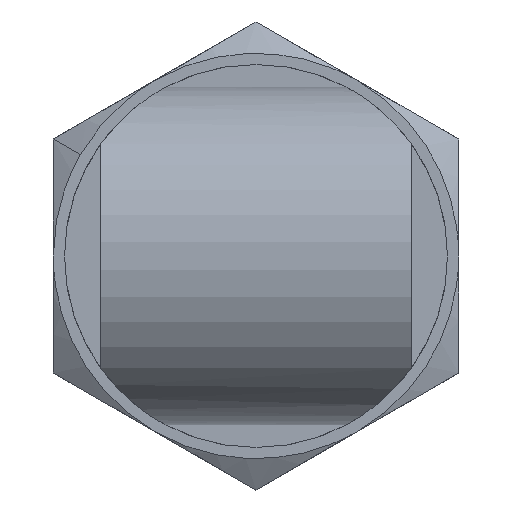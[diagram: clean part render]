
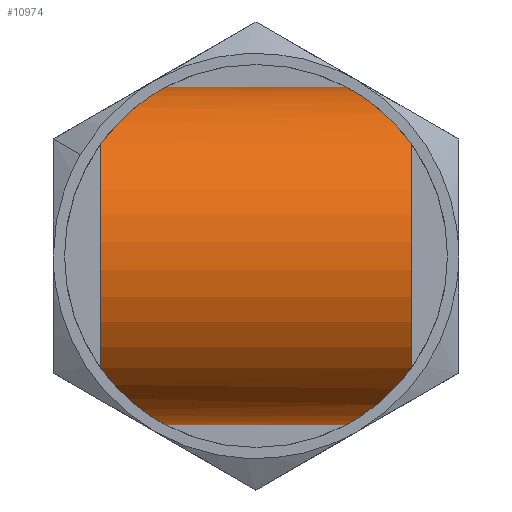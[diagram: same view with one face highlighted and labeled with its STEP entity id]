
A CAD part, left-side view. The second image highlights one B-rep face of the part: STEP entity #10974.
In plain terms, the highlighted cylindrical face has radius 3.969 mm (diameter 7.938 mm), a partial arc.
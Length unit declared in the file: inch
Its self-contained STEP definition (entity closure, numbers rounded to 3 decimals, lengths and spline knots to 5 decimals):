
#266 = EDGE_CURVE ( 'NONE', #8714, #13900, #9970, .T. ) ;
#344 = CARTESIAN_POINT ( 'NONE',  ( 0.11904, 0.10175, -0.13151 ) ) ;
#420 = CARTESIAN_POINT ( 'NONE',  ( 0.15588, 0.01225, -0.0842 ) ) ;
#425 = CARTESIAN_POINT ( 'NONE',  ( 0.15346, 0.02994, 0.08856 ) ) ;
#582 = ORIENTED_EDGE ( 'NONE', *, *, #8841, .F. ) ;
#843 = EDGE_CURVE ( 'NONE', #2499, #6780, #7146, .T. ) ;
#1163 = EDGE_CURVE ( 'NONE', #8714, #8476, #9789, .T. ) ;
#1189 = CARTESIAN_POINT ( 'NONE',  ( -0.15347, 0.02992, 0.08856 ) ) ;
#1345 = CARTESIAN_POINT ( 'NONE',  ( -0.15588, 0.01225, 0.0842 ) ) ;
#1538 = CARTESIAN_POINT ( 'NONE',  ( 0.1545, 0.02409, 0.08672 ) ) ;
#1737 = AXIS2_PLACEMENT_3D ( 'NONE', #7916, #7834, #11543 ) ;
#1844 = CARTESIAN_POINT ( 'NONE',  ( 0.13682, 0.07622, 0.11281 ) ) ;
#2100 = DIRECTION ( 'NONE',  ( 0., 0., 1. ) ) ;
#2163 = CARTESIAN_POINT ( 'NONE',  ( 0.15625, 0., 0. ) ) ;
#2379 = CARTESIAN_POINT ( 'NONE',  ( -0.13144, 0.08512, 0.11912 ) ) ;
#2451 = CARTESIAN_POINT ( 'NONE',  ( -0.14587, 0.05699, 0.10082 ) ) ;
#2463 = CARTESIAN_POINT ( 'NONE',  ( -0.15346, 0.02994, -0.08856 ) ) ;
#2499 = VERTEX_POINT ( 'NONE', #15046 ) ;
#2546 = CARTESIAN_POINT ( 'NONE',  ( -0.1039, 0.1167, -0.1435 ) ) ;
#2954 = CARTESIAN_POINT ( 'NONE',  ( 0., 0., 0.1435 ) ) ;
#3747 = CARTESIAN_POINT ( 'NONE',  ( 0.13144, 0.08512, -0.11912 ) ) ;
#3927 = EDGE_CURVE ( 'NONE', #4786, #6730, #10200, .T. ) ;
#4024 = CARTESIAN_POINT ( 'NONE',  ( -0.15625, 0., 0. ) ) ;
#4146 = VERTEX_POINT ( 'NONE', #13531 ) ;
#4265 = DIRECTION ( 'NONE',  ( 0., 0., 1. ) ) ;
#4525 = DIRECTION ( 'NONE',  ( 0., 0., -1. ) ) ;
#4586 = CARTESIAN_POINT ( 'NONE',  ( -0.11199, 0.1095, 0.13764 ) ) ;
#4786 = VERTEX_POINT ( 'NONE', #13889 ) ;
#4819 = CARTESIAN_POINT ( 'NONE',  ( -0.15625, 0.0062, 0.08351 ) ) ;
#4833 = CARTESIAN_POINT ( 'NONE',  ( -0.15625, 0.0062, -0.08351 ) ) ;
#5150 = CARTESIAN_POINT ( 'NONE',  ( 0.14587, 0.05699, -0.10082 ) ) ;
#5465 = CARTESIAN_POINT ( 'NONE',  ( 0.15625, 0., -0.08351 ) ) ;
#5780 = EDGE_CURVE ( 'NONE', #4146, #6730, #6523, .T. ) ;
#5869 = CARTESIAN_POINT ( 'NONE',  ( -0.1545, 0.02409, -0.08672 ) ) ;
#6005 = VECTOR ( 'NONE', #4525, 39.37008 ) ;
#6052 = ORIENTED_EDGE ( 'NONE', *, *, #8400, .T. ) ;
#6411 = CARTESIAN_POINT ( 'NONE',  ( 0.15347, 0.02992, -0.08856 ) ) ;
#6492 = CARTESIAN_POINT ( 'NONE',  ( 0.13145, 0.0851, 0.1191 ) ) ;
#6523 = CIRCLE ( 'NONE', #1737, 0.15625 ) ;
#6575 = CARTESIAN_POINT ( 'NONE',  ( 0.11903, 0.10175, 0.13152 ) ) ;
#6730 = VERTEX_POINT ( 'NONE', #7766 ) ;
#6780 = VERTEX_POINT ( 'NONE', #10219 ) ;
#6907 = DIRECTION ( 'NONE',  ( -1., 0., 0. ) ) ;
#7146 = B_SPLINE_CURVE_WITH_KNOTS ( 'NONE', 3,
 ( #8382, #4586, #14501, #2379, #9636, #2451, #12003, #1189, #12158, #1345, #4819, #14426 ),
 .UNSPECIFIED., .F., .F.,
 ( 4, 2, 2, 2, 2, 4 ),
 ( 0., 0.00092, 0.00184, 0.00276, 0.00322, 0.00368 ),
 .UNSPECIFIED. ) ;
#7447 = CARTESIAN_POINT ( 'NONE',  ( 0.1039, 0.1167, -0.1435 ) ) ;
#7694 = FACE_OUTER_BOUND ( 'NONE', #10088, .T. ) ;
#7754 = CARTESIAN_POINT ( 'NONE',  ( 0.14956, 0.04665, 0.0951 ) ) ;
#7766 = CARTESIAN_POINT ( 'NONE',  ( -0.1039, 0.1167, -0.1435 ) ) ;
#7774 = ORIENTED_EDGE ( 'NONE', *, *, #1163, .F. ) ;
#7834 = DIRECTION ( 'NONE',  ( 0., 0., 1. ) ) ;
#7916 = CARTESIAN_POINT ( 'NONE',  ( 0., 0., -0.1435 ) ) ;
#8187 = ORIENTED_EDGE ( 'NONE', *, *, #843, .F. ) ;
#8236 = CARTESIAN_POINT ( 'NONE',  ( -0.13145, 0.0851, -0.1191 ) ) ;
#8382 = CARTESIAN_POINT ( 'NONE',  ( -0.1039, 0.1167, 0.1435 ) ) ;
#8400 = EDGE_CURVE ( 'NONE', #4786, #6780, #10256, .T. ) ;
#8467 = CARTESIAN_POINT ( 'NONE',  ( -0.13682, 0.07622, -0.11281 ) ) ;
#8476 = VERTEX_POINT ( 'NONE', #8510 ) ;
#8510 = CARTESIAN_POINT ( 'NONE',  ( 0.1039, 0.1167, 0.1435 ) ) ;
#8546 = CARTESIAN_POINT ( 'NONE',  ( -0.11903, 0.10175, -0.13152 ) ) ;
#8567 = CARTESIAN_POINT ( 'NONE',  ( 0.14956, 0.04667, -0.09511 ) ) ;
#8638 = CARTESIAN_POINT ( 'NONE',  ( 0.13679, 0.07626, -0.11284 ) ) ;
#8714 = VERTEX_POINT ( 'NONE', #15299 ) ;
#8841 = EDGE_CURVE ( 'NONE', #8476, #2499, #14310, .T. ) ;
#9134 = DIRECTION ( 'NONE',  ( 0., 0., -1. ) ) ;
#9163 = EDGE_CURVE ( 'NONE', #4146, #13900, #9385, .T. ) ;
#9271 = ORIENTED_EDGE ( 'NONE', *, *, #3927, .F. ) ;
#9385 = B_SPLINE_CURVE_WITH_KNOTS ( 'NONE', 3,
 ( #7447, #9736, #344, #3747, #8638, #5150, #8567, #6411, #13353, #420, #14762, #14690 ),
 .UNSPECIFIED., .F., .F.,
 ( 4, 2, 2, 2, 2, 4 ),
 ( 0., 0.00092, 0.00184, 0.00276, 0.00322, 0.00368 ),
 .UNSPECIFIED. ) ;
#9573 = CARTESIAN_POINT ( 'NONE',  ( -0.15588, 0.01225, -0.0842 ) ) ;
#9636 = CARTESIAN_POINT ( 'NONE',  ( -0.13679, 0.07626, 0.11284 ) ) ;
#9736 = CARTESIAN_POINT ( 'NONE',  ( 0.11199, 0.1095, -0.13764 ) ) ;
#9789 = B_SPLINE_CURVE_WITH_KNOTS ( 'NONE', 3,
 ( #12414, #11475, #12348, #1538, #425, #7754, #10051, #1844, #6492, #6575, #12562, #14930 ),
 .UNSPECIFIED., .F., .F.,
 ( 4, 2, 2, 2, 2, 4 ),
 ( 0., 0.00046, 0.00093, 0.00186, 0.00278, 0.00371 ),
 .UNSPECIFIED. ) ;
#9970 = LINE ( 'NONE', #2163, #6005 ) ;
#10051 = CARTESIAN_POINT ( 'NONE',  ( 0.14593, 0.05685, 0.10074 ) ) ;
#10088 = EDGE_LOOP ( 'NONE', ( #6052, #8187, #582, #7774, #10618, #10811, #12306, #9271 ) ) ;
#10200 = B_SPLINE_CURVE_WITH_KNOTS ( 'NONE', 3,
 ( #13253, #4833, #9573, #5869, #2463, #10684, #14368, #8467, #8236, #8546, #15474, #2546 ),
 .UNSPECIFIED., .F., .F.,
 ( 4, 2, 2, 2, 2, 4 ),
 ( 0., 0.00046, 0.00093, 0.00186, 0.00278, 0.00371 ),
 .UNSPECIFIED. ) ;
#10219 = CARTESIAN_POINT ( 'NONE',  ( -0.15625, 0., 0.08351 ) ) ;
#10256 = LINE ( 'NONE', #4024, #14547 ) ;
#10618 = ORIENTED_EDGE ( 'NONE', *, *, #266, .T. ) ;
#10684 = CARTESIAN_POINT ( 'NONE',  ( -0.14956, 0.04665, -0.0951 ) ) ;
#10811 = ORIENTED_EDGE ( 'NONE', *, *, #9163, .F. ) ;
#10974 = ADVANCED_FACE ( 'NONE', ( #7694 ), #15116, .T. ) ;
#11475 = CARTESIAN_POINT ( 'NONE',  ( 0.15625, 0.0062, 0.08351 ) ) ;
#11543 = DIRECTION ( 'NONE',  ( -1., 0., 0. ) ) ;
#12003 = CARTESIAN_POINT ( 'NONE',  ( -0.14956, 0.04667, 0.09511 ) ) ;
#12158 = CARTESIAN_POINT ( 'NONE',  ( -0.1545, 0.02408, 0.08672 ) ) ;
#12306 = ORIENTED_EDGE ( 'NONE', *, *, #5780, .T. ) ;
#12348 = CARTESIAN_POINT ( 'NONE',  ( 0.15588, 0.01225, 0.0842 ) ) ;
#12414 = CARTESIAN_POINT ( 'NONE',  ( 0.15625, 0., 0.08351 ) ) ;
#12553 = AXIS2_PLACEMENT_3D ( 'NONE', #14788, #9134, #14952 ) ;
#12562 = CARTESIAN_POINT ( 'NONE',  ( 0.11198, 0.10951, 0.13765 ) ) ;
#13253 = CARTESIAN_POINT ( 'NONE',  ( -0.15625, 0., -0.08351 ) ) ;
#13299 = AXIS2_PLACEMENT_3D ( 'NONE', #2954, #2100, #6907 ) ;
#13353 = CARTESIAN_POINT ( 'NONE',  ( 0.1545, 0.02408, -0.08672 ) ) ;
#13531 = CARTESIAN_POINT ( 'NONE',  ( 0.1039, 0.1167, -0.1435 ) ) ;
#13889 = CARTESIAN_POINT ( 'NONE',  ( -0.15625, 0., -0.08351 ) ) ;
#13900 = VERTEX_POINT ( 'NONE', #5465 ) ;
#14310 = CIRCLE ( 'NONE', #13299, 0.15625 ) ;
#14368 = CARTESIAN_POINT ( 'NONE',  ( -0.14593, 0.05685, -0.10074 ) ) ;
#14426 = CARTESIAN_POINT ( 'NONE',  ( -0.15625, 0., 0.08351 ) ) ;
#14501 = CARTESIAN_POINT ( 'NONE',  ( -0.11904, 0.10175, 0.13151 ) ) ;
#14547 = VECTOR ( 'NONE', #4265, 39.37008 ) ;
#14690 = CARTESIAN_POINT ( 'NONE',  ( 0.15625, 0., -0.08351 ) ) ;
#14762 = CARTESIAN_POINT ( 'NONE',  ( 0.15625, 0.0062, -0.08351 ) ) ;
#14788 = CARTESIAN_POINT ( 'NONE',  ( 0., 0., 0.1722 ) ) ;
#14930 = CARTESIAN_POINT ( 'NONE',  ( 0.1039, 0.1167, 0.1435 ) ) ;
#14952 = DIRECTION ( 'NONE',  ( -1., 0., 0. ) ) ;
#15046 = CARTESIAN_POINT ( 'NONE',  ( -0.1039, 0.1167, 0.1435 ) ) ;
#15116 = CYLINDRICAL_SURFACE ( 'NONE', #12553, 0.15625 ) ;
#15299 = CARTESIAN_POINT ( 'NONE',  ( 0.15625, 0., 0.08351 ) ) ;
#15474 = CARTESIAN_POINT ( 'NONE',  ( -0.11198, 0.10951, -0.13765 ) ) ;
